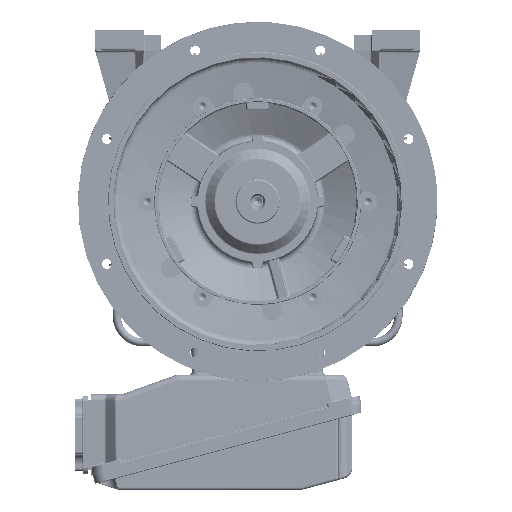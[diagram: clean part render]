
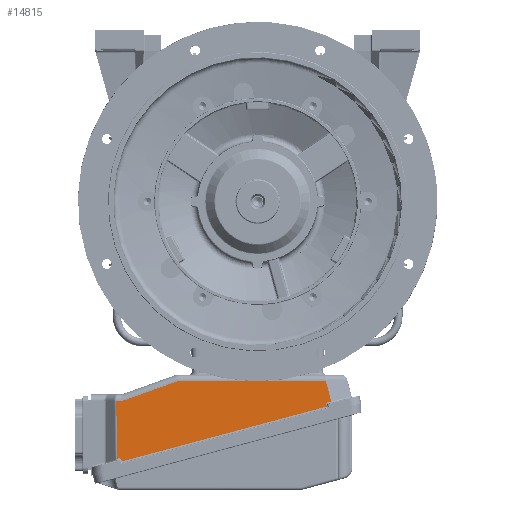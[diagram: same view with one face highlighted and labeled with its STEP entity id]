
A CAD part, front view. The second image highlights one B-rep face of the part: STEP entity #14815.
In plain terms, the highlighted planar face has unit normal (0, -1, 0.013).
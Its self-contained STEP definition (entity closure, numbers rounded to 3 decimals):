
#14815 = ADVANCED_FACE( '', ( #30347 ), #30348, .T. );
#30347 = FACE_OUTER_BOUND( '', #110497, .T. );
#30348 = PLANE( '', #110498 );
#110497 = EDGE_LOOP( '', ( #158150, #158151, #158152, #158153, #158154, #158155, #158156, #158157, #158158, #158159, #158160, #158161, #158162, #158163, #158164 ) );
#110498 = AXIS2_PLACEMENT_3D( '', #158165, #158166, #158167 );
#158150 = ORIENTED_EDGE( '', *, *, #178815, .T. );
#158151 = ORIENTED_EDGE( '', *, *, #175299, .T. );
#158152 = ORIENTED_EDGE( '', *, *, #165889, .T. );
#158153 = ORIENTED_EDGE( '', *, *, #171646, .T. );
#158154 = ORIENTED_EDGE( '', *, *, #162181, .T. );
#158155 = ORIENTED_EDGE( '', *, *, #174013, .T. );
#158156 = ORIENTED_EDGE( '', *, *, #165247, .T. );
#158157 = ORIENTED_EDGE( '', *, *, #171452, .T. );
#158158 = ORIENTED_EDGE( '', *, *, #178572, .T. );
#158159 = ORIENTED_EDGE( '', *, *, #165882, .T. );
#158160 = ORIENTED_EDGE( '', *, *, #171128, .T. );
#158161 = ORIENTED_EDGE( '', *, *, #179384, .T. );
#158162 = ORIENTED_EDGE( '', *, *, #175557, .T. );
#158163 = ORIENTED_EDGE( '', *, *, #178635, .T. );
#158164 = ORIENTED_EDGE( '', *, *, #179412, .T. );
#158165 = CARTESIAN_POINT( '', ( -260.149, 101.5, -483.208 ) );
#158166 = DIRECTION( '', ( 0., -1., 0.013 ) );
#158167 = DIRECTION( '', ( 0., -0.013, -1. ) );
#162181 = EDGE_CURVE( '', #181658, #181661, #181663, .F. );
#165247 = EDGE_CURVE( '', #186996, #186994, #186997, .F. );
#165882 = EDGE_CURVE( '', #187906, #188051, #188053, .T. );
#165889 = EDGE_CURVE( '', #188064, #188062, #188065, .F. );
#171128 = EDGE_CURVE( '', #188051, #196214, #196216, .T. );
#171452 = EDGE_CURVE( '', #186994, #196676, #196678, .T. );
#171646 = EDGE_CURVE( '', #188062, #181658, #196971, .T. );
#174013 = EDGE_CURVE( '', #181661, #186996, #200294, .F. );
#175299 = EDGE_CURVE( '', #201955, #188064, #201956, .T. );
#175557 = EDGE_CURVE( '', #202289, #202287, #202290, .F. );
#178572 = EDGE_CURVE( '', #196676, #187906, #205794, .T. );
#178635 = EDGE_CURVE( '', #202287, #205860, #205862, .T. );
#178815 = EDGE_CURVE( '', #206056, #201955, #206057, .F. );
#179384 = EDGE_CURVE( '', #196214, #202289, #206656, .T. );
#179412 = EDGE_CURVE( '', #205860, #206056, #206685, .T. );
#181658 = VERTEX_POINT( '', #213178 );
#181661 = VERTEX_POINT( '', #213182 );
#181663 = LINE( '', #213184, #213185 );
#186994 = VERTEX_POINT( '', #230991 );
#186996 = VERTEX_POINT( '', #230993 );
#186997 = ELLIPSE( '', #230994, 4., 4. );
#187906 = VERTEX_POINT( '', #234566 );
#188051 = VERTEX_POINT( '', #235016 );
#188053 = LINE( '', #235018, #235019 );
#188062 = VERTEX_POINT( '', #235028 );
#188064 = VERTEX_POINT( '', #235030 );
#188065 = ELLIPSE( '', #235031, 4., 4. );
#196214 = VERTEX_POINT( '', #261502 );
#196216 = ELLIPSE( '', #261504, 3., 3. );
#196676 = VERTEX_POINT( '', #262940 );
#196678 = LINE( '', #262942, #262943 );
#196971 = LINE( '', #263663, #263664 );
#200294 = LINE( '', #275693, #275694 );
#201955 = VERTEX_POINT( '', #281819 );
#201956 = LINE( '', #281820, #281821 );
#202287 = VERTEX_POINT( '', #283013 );
#202289 = VERTEX_POINT( '', #283015 );
#202290 = ELLIPSE( '', #283016, 27.002, 27. );
#205794 = LINE( '', #294974, #294975 );
#205860 = VERTEX_POINT( '', #295079 );
#205862 = LINE( '', #295081, #295082 );
#206056 = VERTEX_POINT( '', #295674 );
#206057 = LINE( '', #295675, #295676 );
#206656 = LINE( '', #297002, #297003 );
#206685 = ELLIPSE( '', #297056, 9.9, 7. );
#213178 = CARTESIAN_POINT( '', ( -249.519, 101.577, -477.294 ) );
#213182 = CARTESIAN_POINT( '', ( 126.917, 102.898, -376.428 ) );
#213184 = CARTESIAN_POINT( '', ( -260.915, 101.537, -480.347 ) );
#213185 = VECTOR( '', #299121, 1000. );
#230991 = CARTESIAN_POINT( '', ( 128.969, 103., -368.631 ) );
#230993 = CARTESIAN_POINT( '', ( 126.14, 102.936, -373.53 ) );
#230994 = AXIS2_PLACEMENT_3D( '', #303031, #303032, #303033 );
#234566 = CARTESIAN_POINT( '', ( 125.267, 103.508, -329.843 ) );
#235016 = CARTESIAN_POINT( '', ( -146.382, 103.508, -329.843 ) );
#235018 = CARTESIAN_POINT( '', ( -146.382, 103.508, -329.843 ) );
#235019 = VECTOR( '', #303854, 1000. );
#235028 = CARTESIAN_POINT( '', ( -250.296, 101.615, -474.396 ) );
#235030 = CARTESIAN_POINT( '', ( -255.195, 101.652, -471.567 ) );
#235031 = AXIS2_PLACEMENT_3D( '', #303867, #303868, #303869 );
#261502 = CARTESIAN_POINT( '', ( -147.398, 103.505, -330.02 ) );
#261504 = AXIS2_PLACEMENT_3D( '', #310289, #310290, #310291 );
#262940 = CARTESIAN_POINT( '', ( 134.741, 103.02, -367.084 ) );
#262942 = CARTESIAN_POINT( '', ( -262.727, 101.626, -473.586 ) );
#262943 = VECTOR( '', #310657, 1000. );
#263663 = CARTESIAN_POINT( '', ( -248.753, 101.54, -480.155 ) );
#263664 = VECTOR( '', #310908, 1000. );
#275693 = CARTESIAN_POINT( '', ( 126.13, 102.936, -373.493 ) );
#275694 = VECTOR( '', #313692, 1000. );
#281819 = CARTESIAN_POINT( '', ( -258.219, 101.642, -472.378 ) );
#281820 = CARTESIAN_POINT( '', ( -262.727, 101.626, -473.586 ) );
#281821 = VECTOR( '', #315154, 1000. );
#283013 = CARTESIAN_POINT( '', ( -251.618, 103.036, -365.843 ) );
#283015 = CARTESIAN_POINT( '', ( -242.472, 103.057, -364.247 ) );
#283016 = AXIS2_PLACEMENT_3D( '', #315445, #315446, #315447 );
#294974 = CARTESIAN_POINT( '', ( 138.488, 102.827, -381.814 ) );
#294975 = VECTOR( '', #318326, 1000. );
#295079 = CARTESIAN_POINT( '', ( -259.613, 103.036, -365.843 ) );
#295081 = CARTESIAN_POINT( '', ( -261.84, 103.036, -365.843 ) );
#295082 = VECTOR( '', #318367, 1000. );
#295674 = CARTESIAN_POINT( '', ( -259.612, 103.035, -365.935 ) );
#295675 = CARTESIAN_POINT( '', ( -258.077, 101.5, -483.181 ) );
#295676 = VECTOR( '', #318475, 1000. );
#297002 = CARTESIAN_POINT( '', ( -242.522, 103.057, -364.265 ) );
#297003 = VECTOR( '', #318809, 1000. );
#297056 = AXIS2_PLACEMENT_3D( '', #318824, #318825, #318826 );
#299121 = DIRECTION( '', ( -0.966, -0.003, -0.259 ) );
#303031 = CARTESIAN_POINT( '', ( 130.004, 102.949, -372.495 ) );
#303032 = DIRECTION( '', ( 0., -1., 0.013 ) );
#303033 = DIRECTION( '', ( 0., -0.013, -1. ) );
#303854 = DIRECTION( '', ( -1., 0., 0. ) );
#303867 = CARTESIAN_POINT( '', ( -254.16, 101.602, -475.431 ) );
#303868 = DIRECTION( '', ( 0., -1., 0.013 ) );
#303869 = DIRECTION( '', ( 0., 0.013, 1. ) );
#310289 = CARTESIAN_POINT( '', ( -146.382, 103.468, -332.843 ) );
#310290 = DIRECTION( '', ( 0., -1., 0.013 ) );
#310291 = DIRECTION( '', ( 0., 0.013, 1. ) );
#310657 = DIRECTION( '', ( 0.966, 0.003, 0.259 ) );
#310908 = DIRECTION( '', ( 0.259, -0.013, -0.966 ) );
#313692 = DIRECTION( '', ( 0.259, -0.013, -0.966 ) );
#315154 = DIRECTION( '', ( 0.966, 0.003, 0.259 ) );
#315445 = CARTESIAN_POINT( '', ( -251.618, 103.39, -338.843 ) );
#315446 = DIRECTION( '', ( 0., -1., 0.013 ) );
#315447 = DIRECTION( '', ( 0., -0.013, -1. ) );
#318326 = DIRECTION( '', ( -0.247, 0.013, 0.969 ) );
#318367 = DIRECTION( '', ( -1., 0., 0. ) );
#318475 = DIRECTION( '', ( -0.013, 0.013, 1. ) );
#318809 = DIRECTION( '', ( -0.941, -0.004, -0.339 ) );
#318824 = CARTESIAN_POINT( '', ( -249.713, 103.035, -365.935 ) );
#318825 = DIRECTION( '', ( 0., -1., 0.013 ) );
#318826 = DIRECTION( '', ( -1., 0., 0.013 ) );
